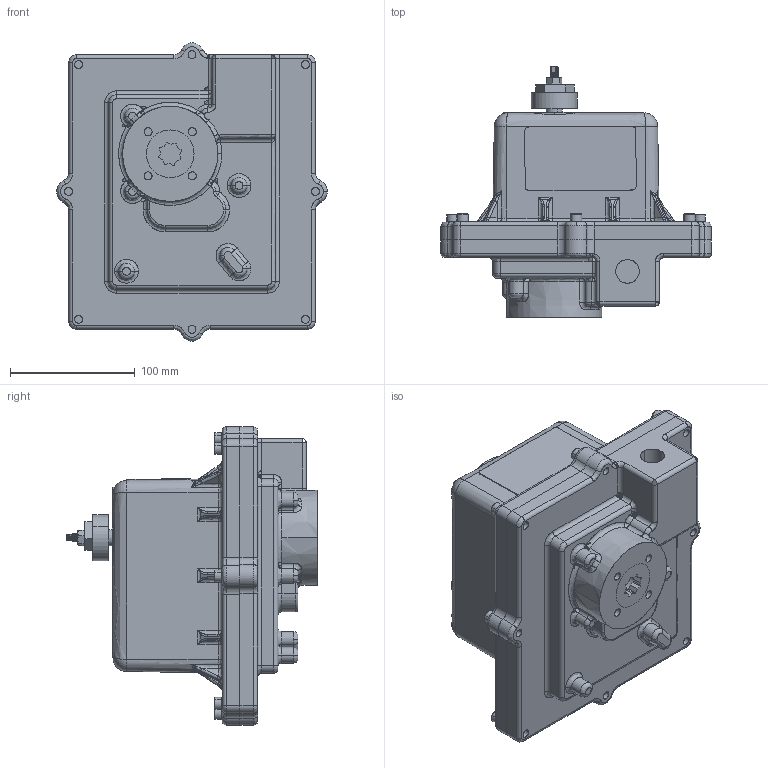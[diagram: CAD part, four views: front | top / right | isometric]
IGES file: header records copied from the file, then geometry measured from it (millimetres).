
Start section: SolidWorks IGES file using analytic representation for surfaces
Global section: file name: SRN7.IGS; native system: SolidWorks 2014; preprocessor: SolidWorks 2014; author: merion; date: 141114.144352; units: inch
Bounding box: 216.69 x 201.1 x 238.91 mm (x, y, z)
Surface area: 192938 mm2 (no closed solid volume)
Topology: 0 solids, 0 shells, 952 faces, 9909 edges, 9820 vertices
Faces by surface type: revolution 484, bspline 468
